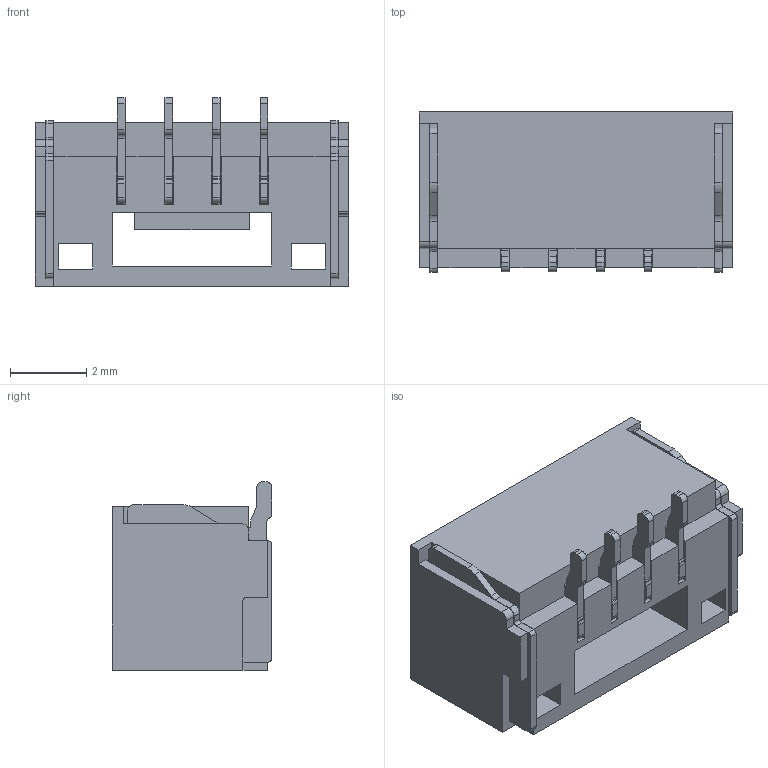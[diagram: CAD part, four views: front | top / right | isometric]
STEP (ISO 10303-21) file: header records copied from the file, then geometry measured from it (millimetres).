
FILE_DESCRIPTION (( 'STEP AP214' ), '1' );
FILE_NAME ('FWF12513-S04S24W5M-REF.STEP', '2025-01-02T09:26:00', ( '' ), ( '' ), 'SwSTEP 2.0', 'SolidWorks 2021', '' );
FILE_SCHEMA (( 'AUTOMOTIVE_DESIGN' ));
Length unit declared in the file: millimetre
Products named in the file (1): FWF12513-S04S24W5M-REF
Bounding box: 8.25 x 4.2 x 4.95 mm (x, y, z)
Volume: 76.5 mm3; surface area: 476.6 mm2
Topology: 1 solids, 1 shells, 311 faces, 880 edges, 581 vertices
Faces by surface type: plane 255, cylinder 56
Entity records: 10012 total; most frequent: CARTESIAN_POINT 1773, ORIENTED_EDGE 1760, DIRECTION 1616, EDGE_CURVE 880, LINE 768, VECTOR 768, VERTEX_POINT 581, AXIS2_PLACEMENT_3D 424
